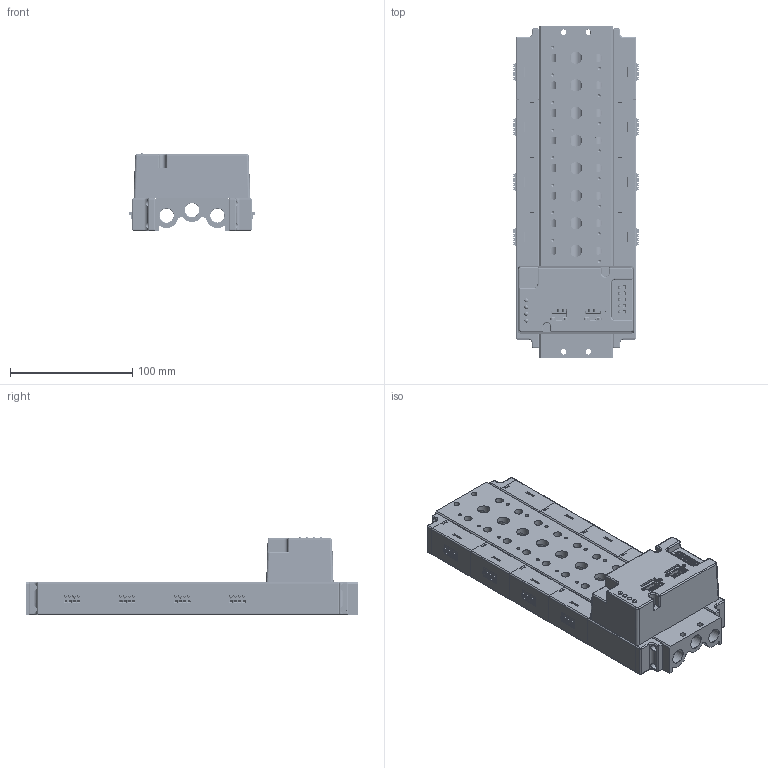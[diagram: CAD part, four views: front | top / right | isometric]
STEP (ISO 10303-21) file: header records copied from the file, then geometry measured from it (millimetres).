
FILE_DESCRIPTION(/* description */ (''),/* implementation_level */ '2;1');
FILE_NAME(/* name */ '',/* time_stamp */ '2024-07-13T15:51:08+08:00',/* author */ (''),/* organization */ (''),/* preprocessor_version */ 'ST-DEVELOPER v14',/* originating_system */ 'SIEMENS PLM Software NX 8.0',/* authorisation */ '');
FILE_SCHEMA (('AUTOMOTIVE_DESIGN { 1 0 10303 214 3 1 1 1 }'));
Products named in the file (1): fadao-1
Bounding box: 103 x 271 x 63.28 mm (x, y, z)
Volume: 665157.7 mm3; surface area: 189394.2 mm2
Topology: 2 solids, 19 shells, 10261 faces, 29699 edges, 19036 vertices
Faces by surface type: plane 7881, cylinder 1820, sphere 196, cone 159, bspline 142, torus 63
Full cylindrical faces by diameter (mm): 0.45 x48, 1.8 x4, 2.5 x16, 2.7 x2, 3 x12, 3.2 x12, 3.221 x4, 3.3 x8, 3.5 x4, 4.5 x4, 5.5 x8, 6.5 x16, 10 x8, 11.5 x5, 11.8 x6
Entity records: 342652 total; most frequent: CARTESIAN_POINT 73973, ORIENTED_EDGE 58000, DIRECTION 53017, EDGE_CURVE 29000, LINE 23459, VECTOR 23459, VERTEX_POINT 18754, AXIS2_PLACEMENT_3D 14779
